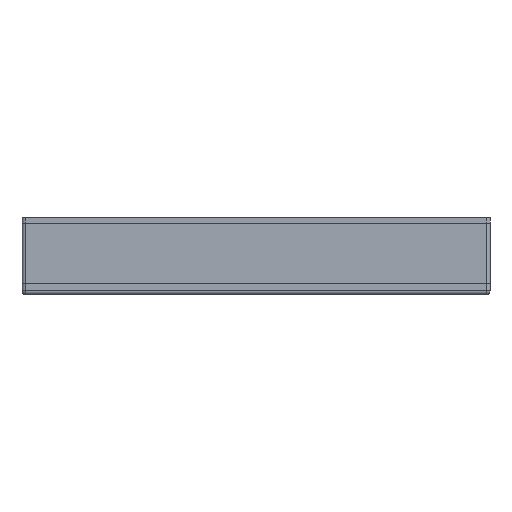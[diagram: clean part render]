
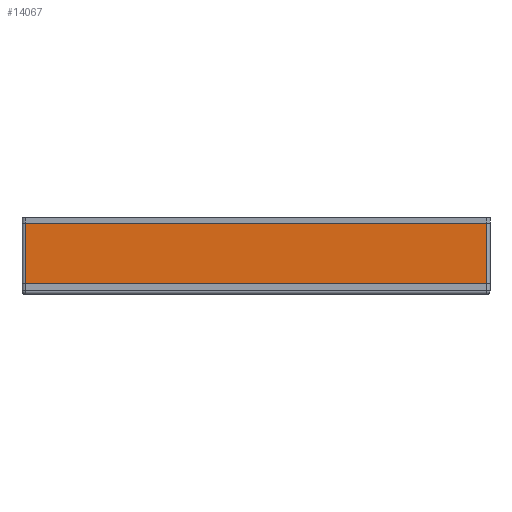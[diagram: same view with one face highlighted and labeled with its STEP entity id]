
A CAD part, left-side view. The second image highlights one B-rep face of the part: STEP entity #14067.
In plain terms, the highlighted planar face has unit normal (-1, 0, 0).
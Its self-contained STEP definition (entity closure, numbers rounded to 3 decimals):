
#4015 = PLANE('',#4016);
#4016 = AXIS2_PLACEMENT_3D('',#4017,#4018,#4019);
#4017 = CARTESIAN_POINT('',(-47.85,-66.9,0.));
#4018 = DIRECTION('',(-1.,0.,0.));
#4019 = DIRECTION('',(0.,1.,0.));
#10743 = EDGE_CURVE('',#10744,#10746,#10748,.T.);
#10744 = VERTEX_POINT('',#10745);
#10745 = CARTESIAN_POINT('',(-47.85,-65.9,3.2));
#10746 = VERTEX_POINT('',#10747);
#10747 = CARTESIAN_POINT('',(-47.85,65.9,3.2));
#10748 = SURFACE_CURVE('',#10749,(#10753,#10760),.PCURVE_S1.);
#10749 = LINE('',#10750,#10751);
#10750 = CARTESIAN_POINT('',(-47.85,-66.9,3.2));
#10751 = VECTOR('',#10752,1.);
#10752 = DIRECTION('',(0.,1.,0.));
#10753 = PCURVE('',#4015,#10754);
#10754 = DEFINITIONAL_REPRESENTATION('',(#10755),#10759);
#10755 = LINE('',#10756,#10757);
#10756 = CARTESIAN_POINT('',(0.,-3.2));
#10757 = VECTOR('',#10758,1.);
#10758 = DIRECTION('',(1.,0.));
#10759 = ( GEOMETRIC_REPRESENTATION_CONTEXT(2) 
PARAMETRIC_REPRESENTATION_CONTEXT() REPRESENTATION_CONTEXT('2D SPACE',''
  ) );
#10760 = PCURVE('',#10761,#10766);
#10761 = PLANE('',#10762);
#10762 = AXIS2_PLACEMENT_3D('',#10763,#10764,#10765);
#10763 = CARTESIAN_POINT('',(-47.85,-66.9,3.2));
#10764 = DIRECTION('',(-1.,0.,0.));
#10765 = DIRECTION('',(0.,1.,0.));
#10766 = DEFINITIONAL_REPRESENTATION('',(#10767),#10771);
#10767 = LINE('',#10768,#10769);
#10768 = CARTESIAN_POINT('',(0.,0.));
#10769 = VECTOR('',#10770,1.);
#10770 = DIRECTION('',(1.,0.));
#10771 = ( GEOMETRIC_REPRESENTATION_CONTEXT(2) 
PARAMETRIC_REPRESENTATION_CONTEXT() REPRESENTATION_CONTEXT('2D SPACE',''
  ) );
#13131 = CYLINDRICAL_SURFACE('',#13132,1.);
#13132 = AXIS2_PLACEMENT_3D('',#13133,#13134,#13135);
#13133 = CARTESIAN_POINT('',(-46.85,-65.9,3.2));
#13134 = DIRECTION('',(0.,0.,1.));
#13135 = DIRECTION('',(0.,-1.,0.));
#14067 = ADVANCED_FACE('',(#14068),#10761,.T.);
#14068 = FACE_BOUND('',#14069,.T.);
#14069 = EDGE_LOOP('',(#14070,#14071,#14094,#14122));
#14070 = ORIENTED_EDGE('',*,*,#10743,.F.);
#14071 = ORIENTED_EDGE('',*,*,#14072,.T.);
#14072 = EDGE_CURVE('',#10744,#14073,#14075,.T.);
#14073 = VERTEX_POINT('',#14074);
#14074 = CARTESIAN_POINT('',(-47.85,-65.9,20.4));
#14075 = SURFACE_CURVE('',#14076,(#14080,#14087),.PCURVE_S1.);
#14076 = LINE('',#14077,#14078);
#14077 = CARTESIAN_POINT('',(-47.85,-65.9,3.2));
#14078 = VECTOR('',#14079,1.);
#14079 = DIRECTION('',(0.,0.,1.));
#14080 = PCURVE('',#10761,#14081);
#14081 = DEFINITIONAL_REPRESENTATION('',(#14082),#14086);
#14082 = LINE('',#14083,#14084);
#14083 = CARTESIAN_POINT('',(1.,0.));
#14084 = VECTOR('',#14085,1.);
#14085 = DIRECTION('',(0.,-1.));
#14086 = ( GEOMETRIC_REPRESENTATION_CONTEXT(2) 
PARAMETRIC_REPRESENTATION_CONTEXT() REPRESENTATION_CONTEXT('2D SPACE',''
  ) );
#14087 = PCURVE('',#13131,#14088);
#14088 = DEFINITIONAL_REPRESENTATION('',(#14089),#14093);
#14089 = LINE('',#14090,#14091);
#14090 = CARTESIAN_POINT('',(-1.571,0.));
#14091 = VECTOR('',#14092,1.);
#14092 = DIRECTION('',(-0.,1.));
#14093 = ( GEOMETRIC_REPRESENTATION_CONTEXT(2) 
PARAMETRIC_REPRESENTATION_CONTEXT() REPRESENTATION_CONTEXT('2D SPACE',''
  ) );
#14094 = ORIENTED_EDGE('',*,*,#14095,.T.);
#14095 = EDGE_CURVE('',#14073,#14096,#14098,.T.);
#14096 = VERTEX_POINT('',#14097);
#14097 = CARTESIAN_POINT('',(-47.85,65.9,20.4));
#14098 = SURFACE_CURVE('',#14099,(#14103,#14110),.PCURVE_S1.);
#14099 = LINE('',#14100,#14101);
#14100 = CARTESIAN_POINT('',(-47.85,-66.9,20.4));
#14101 = VECTOR('',#14102,1.);
#14102 = DIRECTION('',(0.,1.,0.));
#14103 = PCURVE('',#10761,#14104);
#14104 = DEFINITIONAL_REPRESENTATION('',(#14105),#14109);
#14105 = LINE('',#14106,#14107);
#14106 = CARTESIAN_POINT('',(0.,-17.2));
#14107 = VECTOR('',#14108,1.);
#14108 = DIRECTION('',(1.,0.));
#14109 = ( GEOMETRIC_REPRESENTATION_CONTEXT(2) 
PARAMETRIC_REPRESENTATION_CONTEXT() REPRESENTATION_CONTEXT('2D SPACE',''
  ) );
#14110 = PCURVE('',#14111,#14116);
#14111 = PLANE('',#14112);
#14112 = AXIS2_PLACEMENT_3D('',#14113,#14114,#14115);
#14113 = CARTESIAN_POINT('',(-47.85,-66.9,22.));
#14114 = DIRECTION('',(1.,0.,0.));
#14115 = DIRECTION('',(0.,1.,0.));
#14116 = DEFINITIONAL_REPRESENTATION('',(#14117),#14121);
#14117 = LINE('',#14118,#14119);
#14118 = CARTESIAN_POINT('',(0.,-1.6));
#14119 = VECTOR('',#14120,1.);
#14120 = DIRECTION('',(1.,0.));
#14121 = ( GEOMETRIC_REPRESENTATION_CONTEXT(2) 
PARAMETRIC_REPRESENTATION_CONTEXT() REPRESENTATION_CONTEXT('2D SPACE',''
  ) );
#14122 = ORIENTED_EDGE('',*,*,#14123,.F.);
#14123 = EDGE_CURVE('',#10746,#14096,#14124,.T.);
#14124 = SURFACE_CURVE('',#14125,(#14129,#14136),.PCURVE_S1.);
#14125 = LINE('',#14126,#14127);
#14126 = CARTESIAN_POINT('',(-47.85,65.9,3.2));
#14127 = VECTOR('',#14128,1.);
#14128 = DIRECTION('',(0.,0.,1.));
#14129 = PCURVE('',#10761,#14130);
#14130 = DEFINITIONAL_REPRESENTATION('',(#14131),#14135);
#14131 = LINE('',#14132,#14133);
#14132 = CARTESIAN_POINT('',(132.8,0.));
#14133 = VECTOR('',#14134,1.);
#14134 = DIRECTION('',(0.,-1.));
#14135 = ( GEOMETRIC_REPRESENTATION_CONTEXT(2) 
PARAMETRIC_REPRESENTATION_CONTEXT() REPRESENTATION_CONTEXT('2D SPACE',''
  ) );
#14136 = PCURVE('',#14137,#14142);
#14137 = CYLINDRICAL_SURFACE('',#14138,1.);
#14138 = AXIS2_PLACEMENT_3D('',#14139,#14140,#14141);
#14139 = CARTESIAN_POINT('',(-46.85,65.9,3.2));
#14140 = DIRECTION('',(0.,0.,1.));
#14141 = DIRECTION('',(-1.,0.,0.));
#14142 = DEFINITIONAL_REPRESENTATION('',(#14143),#14147);
#14143 = LINE('',#14144,#14145);
#14144 = CARTESIAN_POINT('',(-0.,0.));
#14145 = VECTOR('',#14146,1.);
#14146 = DIRECTION('',(-0.,1.));
#14147 = ( GEOMETRIC_REPRESENTATION_CONTEXT(2) 
PARAMETRIC_REPRESENTATION_CONTEXT() REPRESENTATION_CONTEXT('2D SPACE',''
  ) );
